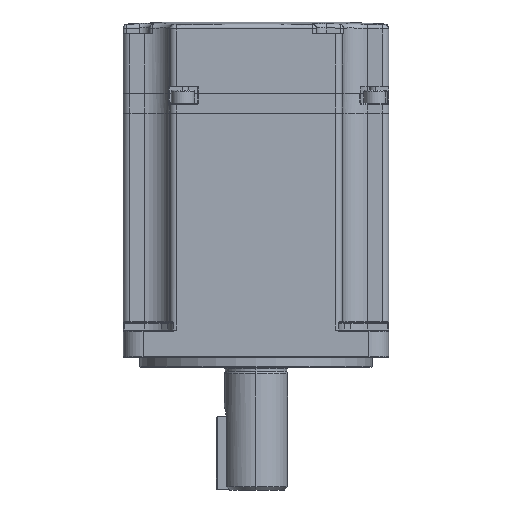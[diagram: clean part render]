
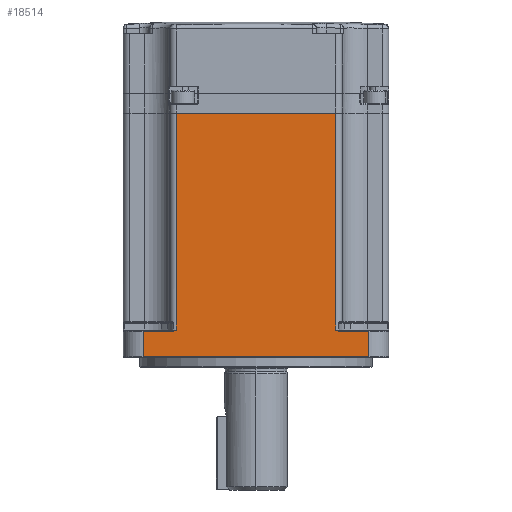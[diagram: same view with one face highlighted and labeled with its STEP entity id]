
A CAD part, front view. The second image highlights one B-rep face of the part: STEP entity #18514.
In plain terms, the highlighted planar face has unit normal (0, -1, 0).
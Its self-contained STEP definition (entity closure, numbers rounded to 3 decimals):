
#801 = VECTOR ( 'NONE', #23133, 1000. ) ;
#1009 = CARTESIAN_POINT ( 'NONE',  ( 79.05, 37.891, 3.215 ) ) ;
#1528 = LINE ( 'NONE', #14541, #16841 ) ;
#2044 = CARTESIAN_POINT ( 'NONE',  ( 69.986, 37.891, 3.177 ) ) ;
#2232 = CARTESIAN_POINT ( 'NONE',  ( 78.877, 37.891, 3.177 ) ) ;
#2520 = LINE ( 'NONE', #20374, #801 ) ;
#2539 = CARTESIAN_POINT ( 'NONE',  ( 79.093, 37.891, 3.225 ) ) ;
#2652 = CARTESIAN_POINT ( 'NONE',  ( 137.986, 37.891, 3.377 ) ) ;
#2832 = CARTESIAN_POINT ( 'NONE',  ( 69.986, 37.891, 3.377 ) ) ;
#3216 = VECTOR ( 'NONE', #32209, 1000. ) ;
#4216 = VERTEX_POINT ( 'NONE', #22939 ) ;
#5825 = VERTEX_POINT ( 'NONE', #26324 ) ;
#6952 = CARTESIAN_POINT ( 'NONE',  ( 127.986, 37.891, 68.877 ) ) ;
#7123 = VERTEX_POINT ( 'NONE', #20815 ) ;
#7153 = CARTESIAN_POINT ( 'NONE',  ( 128.922, 37.891, 3.215 ) ) ;
#7202 = CARTESIAN_POINT ( 'NONE',  ( 128.879, 37.891, 3.225 ) ) ;
#7368 = B_SPLINE_CURVE_WITH_KNOTS ( 'NONE', 3,
 ( #28455, #31871, #24876, #12868 ),
 .UNSPECIFIED., .F., .F.,
 ( 4, 4 ),
 ( 0., 0.001 ),
 .UNSPECIFIED. ) ;
#8474 = VECTOR ( 'NONE', #16303, 1000. ) ;
#8497 = ORIENTED_EDGE ( 'NONE', *, *, #12474, .F. ) ;
#8845 = CARTESIAN_POINT ( 'NONE',  ( 128.276, 37.891, 3.44 ) ) ;
#9151 = EDGE_CURVE ( 'NONE', #11779, #17387, #15678, .T. ) ;
#9230 = EDGE_CURVE ( 'NONE', #7123, #11925, #27605, .T. ) ;
#10965 = DIRECTION ( 'NONE',  ( 0., 0., -1. ) ) ;
#11779 = VERTEX_POINT ( 'NONE', #26482 ) ;
#11925 = VERTEX_POINT ( 'NONE', #2044 ) ;
#12376 = EDGE_LOOP ( 'NONE', ( #23106, #31294, #30356, #29722, #25314, #27135, #28685, #24294, #17762, #28468, #21489, #8497 ) ) ;
#12474 = EDGE_CURVE ( 'NONE', #20152, #4216, #28947, .T. ) ;
#12868 = CARTESIAN_POINT ( 'NONE',  ( 79.093, 37.891, 3.225 ) ) ;
#13087 = EDGE_CURVE ( 'NONE', #5825, #4216, #21033, .T. ) ;
#14541 = CARTESIAN_POINT ( 'NONE',  ( 79.986, 37.891, 69.377 ) ) ;
#14545 = B_SPLINE_CURVE_WITH_KNOTS ( 'NONE', 3,
 ( #28231, #30308, #29313, #31899, #7153, #7202 ),
 .UNSPECIFIED., .F., .F.,
 ( 4, 2, 4 ),
 ( 0., 0., 0. ),
 .UNSPECIFIED. ) ;
#15122 = DIRECTION ( 'NONE',  ( 0., 0., -1. ) ) ;
#15678 = LINE ( 'NONE', #2652, #8474 ) ;
#15816 = EDGE_CURVE ( 'NONE', #11779, #32578, #32269, .T. ) ;
#16303 = DIRECTION ( 'NONE',  ( 0., 0., -1. ) ) ;
#16841 = VECTOR ( 'NONE', #15122, 1000. ) ;
#17387 = VERTEX_POINT ( 'NONE', #19401 ) ;
#17475 = VERTEX_POINT ( 'NONE', #19062 ) ;
#17711 = VECTOR ( 'NONE', #26199, 1000. ) ;
#17762 = ORIENTED_EDGE ( 'NONE', *, *, #15816, .T. ) ;
#18514 = ADVANCED_FACE ( 'NONE', ( #25141 ), #32459, .F. ) ;
#19062 = CARTESIAN_POINT ( 'NONE',  ( 79.986, 37.891, 68.877 ) ) ;
#19083 = LINE ( 'NONE', #21844, #20763 ) ;
#19401 = CARTESIAN_POINT ( 'NONE',  ( 137.986, 37.891, -4.423 ) ) ;
#20152 = VERTEX_POINT ( 'NONE', #6952 ) ;
#20199 = EDGE_CURVE ( 'NONE', #24173, #30772, #7368, .T. ) ;
#20374 = CARTESIAN_POINT ( 'NONE',  ( 69.986, 37.891, 3.377 ) ) ;
#20703 = CARTESIAN_POINT ( 'NONE',  ( 69.986, 37.891, 3.177 ) ) ;
#20763 = VECTOR ( 'NONE', #21883, 1000. ) ;
#20815 = CARTESIAN_POINT ( 'NONE',  ( 78.833, 37.891, 3.177 ) ) ;
#20957 = CARTESIAN_POINT ( 'NONE',  ( 127.986, 37.891, 3.577 ) ) ;
#21033 = B_SPLINE_CURVE_WITH_KNOTS ( 'NONE', 3,
 ( #35096, #25893, #8845, #20957 ),
 .UNSPECIFIED., .F., .F.,
 ( 4, 4 ),
 ( 0., 0.001 ),
 .UNSPECIFIED. ) ;
#21489 = ORIENTED_EDGE ( 'NONE', *, *, #13087, .T. ) ;
#21755 = CARTESIAN_POINT ( 'NONE',  ( 78.833, 37.891, 3.177 ) ) ;
#21844 = CARTESIAN_POINT ( 'NONE',  ( 137.986, 37.891, -4.423 ) ) ;
#21883 = DIRECTION ( 'NONE',  ( 1., 0., 0. ) ) ;
#22865 = CARTESIAN_POINT ( 'NONE',  ( 69.986, 37.891, 68.877 ) ) ;
#22939 = CARTESIAN_POINT ( 'NONE',  ( 127.986, 37.891, 3.577 ) ) ;
#23106 = ORIENTED_EDGE ( 'NONE', *, *, #24671, .F. ) ;
#23133 = DIRECTION ( 'NONE',  ( 0., 0., -1. ) ) ;
#23202 = CARTESIAN_POINT ( 'NONE',  ( 127.986, 37.891, 69.377 ) ) ;
#24091 = DIRECTION ( 'NONE',  ( -1., 0., 0. ) ) ;
#24173 = VERTEX_POINT ( 'NONE', #29314 ) ;
#24294 = ORIENTED_EDGE ( 'NONE', *, *, #9151, .F. ) ;
#24671 = EDGE_CURVE ( 'NONE', #17475, #20152, #31339, .T. ) ;
#24876 = CARTESIAN_POINT ( 'NONE',  ( 79.405, 37.891, 3.3 ) ) ;
#25141 = FACE_OUTER_BOUND ( 'NONE', #12376, .T. ) ;
#25181 = EDGE_CURVE ( 'NONE', #17475, #24173, #1528, .T. ) ;
#25314 = ORIENTED_EDGE ( 'NONE', *, *, #9230, .T. ) ;
#25893 = CARTESIAN_POINT ( 'NONE',  ( 128.567, 37.891, 3.3 ) ) ;
#26085 = EDGE_CURVE ( 'NONE', #30772, #7123, #30515, .T. ) ;
#26199 = DIRECTION ( 'NONE',  ( -1., 0., 0. ) ) ;
#26324 = CARTESIAN_POINT ( 'NONE',  ( 128.879, 37.891, 3.225 ) ) ;
#26482 = CARTESIAN_POINT ( 'NONE',  ( 137.986, 37.891, 3.177 ) ) ;
#27131 = EDGE_CURVE ( 'NONE', #29446, #17387, #19083, .T. ) ;
#27135 = ORIENTED_EDGE ( 'NONE', *, *, #33448, .T. ) ;
#27230 = VECTOR ( 'NONE', #10965, 1000. ) ;
#27557 = AXIS2_PLACEMENT_3D ( 'NONE', #2832, #29797, #24091 ) ;
#27577 = EDGE_CURVE ( 'NONE', #32578, #5825, #14545, .T. ) ;
#27605 = LINE ( 'NONE', #20703, #34029 ) ;
#28231 = CARTESIAN_POINT ( 'NONE',  ( 129.139, 37.891, 3.177 ) ) ;
#28455 = CARTESIAN_POINT ( 'NONE',  ( 79.986, 37.891, 3.577 ) ) ;
#28468 = ORIENTED_EDGE ( 'NONE', *, *, #27577, .T. ) ;
#28685 = ORIENTED_EDGE ( 'NONE', *, *, #27131, .T. ) ;
#28947 = LINE ( 'NONE', #23202, #27230 ) ;
#29019 = CARTESIAN_POINT ( 'NONE',  ( 78.921, 37.891, 3.183 ) ) ;
#29060 = CARTESIAN_POINT ( 'NONE',  ( 79.008, 37.891, 3.202 ) ) ;
#29110 = CARTESIAN_POINT ( 'NONE',  ( 79.093, 37.891, 3.225 ) ) ;
#29313 = CARTESIAN_POINT ( 'NONE',  ( 129.051, 37.891, 3.183 ) ) ;
#29314 = CARTESIAN_POINT ( 'NONE',  ( 79.986, 37.891, 3.577 ) ) ;
#29446 = VERTEX_POINT ( 'NONE', #35291 ) ;
#29722 = ORIENTED_EDGE ( 'NONE', *, *, #26085, .T. ) ;
#29797 = DIRECTION ( 'NONE',  ( 0., 1., 0. ) ) ;
#30308 = CARTESIAN_POINT ( 'NONE',  ( 129.095, 37.891, 3.177 ) ) ;
#30356 = ORIENTED_EDGE ( 'NONE', *, *, #20199, .T. ) ;
#30515 = B_SPLINE_CURVE_WITH_KNOTS ( 'NONE', 3,
 ( #29110, #1009, #29060, #29019, #2232, #21755 ),
 .UNSPECIFIED., .F., .F.,
 ( 4, 2, 4 ),
 ( 0., 0., 0. ),
 .UNSPECIFIED. ) ;
#30772 = VERTEX_POINT ( 'NONE', #2539 ) ;
#31294 = ORIENTED_EDGE ( 'NONE', *, *, #25181, .T. ) ;
#31339 = LINE ( 'NONE', #22865, #3216 ) ;
#31587 = DIRECTION ( 'NONE',  ( -1., 0., 0. ) ) ;
#31871 = CARTESIAN_POINT ( 'NONE',  ( 79.696, 37.891, 3.44 ) ) ;
#31899 = CARTESIAN_POINT ( 'NONE',  ( 128.964, 37.891, 3.202 ) ) ;
#32096 = CARTESIAN_POINT ( 'NONE',  ( 129.139, 37.891, 3.177 ) ) ;
#32209 = DIRECTION ( 'NONE',  ( 1., 0., 0. ) ) ;
#32269 = LINE ( 'NONE', #33958, #17711 ) ;
#32459 = PLANE ( 'NONE',  #27557 ) ;
#32578 = VERTEX_POINT ( 'NONE', #32096 ) ;
#33448 = EDGE_CURVE ( 'NONE', #11925, #29446, #2520, .T. ) ;
#33958 = CARTESIAN_POINT ( 'NONE',  ( 69.986, 37.891, 3.177 ) ) ;
#34029 = VECTOR ( 'NONE', #31587, 1000. ) ;
#35096 = CARTESIAN_POINT ( 'NONE',  ( 128.879, 37.891, 3.225 ) ) ;
#35291 = CARTESIAN_POINT ( 'NONE',  ( 69.986, 37.891, -4.423 ) ) ;
